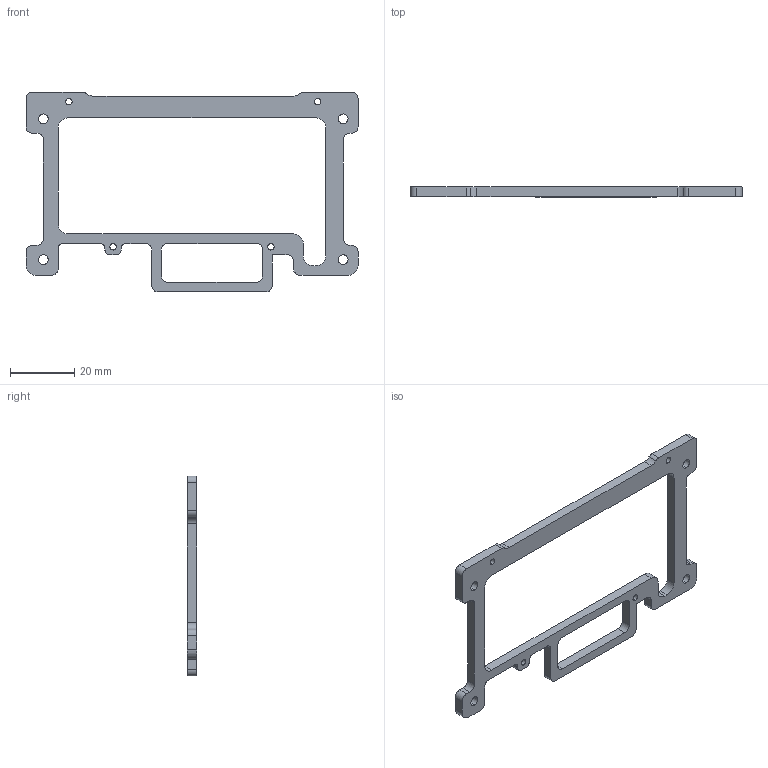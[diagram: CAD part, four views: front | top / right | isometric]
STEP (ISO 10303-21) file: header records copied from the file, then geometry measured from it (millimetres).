
FILE_DESCRIPTION (( 'STEP AP214' ), '1' );
FILE_NAME ('vim4_mount R1.STEP', '2024-03-11T10:43:30', ( '' ), ( '' ), 'SwSTEP 2.0', 'SolidWorks 2021', '' );
FILE_SCHEMA (( 'AUTOMOTIVE_DESIGN' ));
Length unit declared in the file: millimetre
Products named in the file (1): vim4_mount R1
Bounding box: 103 x 3 x 62 mm (x, y, z)
Volume: 5518.2 mm3; surface area: 5978.5 mm2
Topology: 1 solids, 1 shells, 92 faces, 270 edges, 180 vertices
Faces by surface type: cylinder 54, plane 38
Entity records: 3176 total; most frequent: DIRECTION 564, CARTESIAN_POINT 543, ORIENTED_EDGE 540, EDGE_CURVE 270, AXIS2_PLACEMENT_3D 201, VERTEX_POINT 180, VECTOR 162, LINE 162
